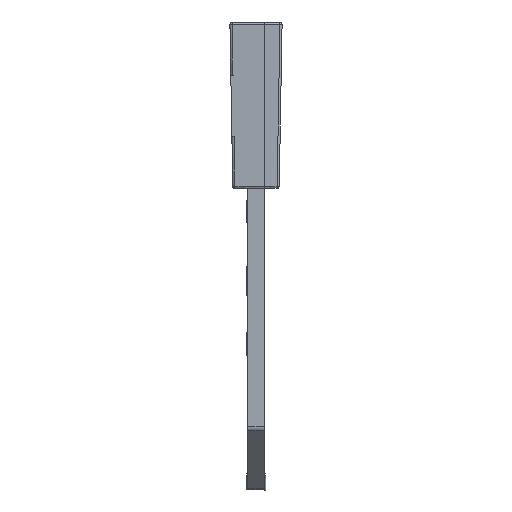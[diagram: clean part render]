
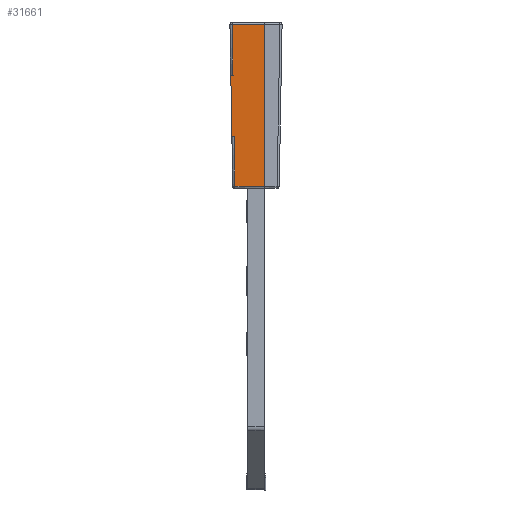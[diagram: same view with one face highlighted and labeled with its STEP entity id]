
A CAD part, left-side view. The second image highlights one B-rep face of the part: STEP entity #31661.
In plain terms, the highlighted planar face has unit normal (-1, 0.009, -0.018).
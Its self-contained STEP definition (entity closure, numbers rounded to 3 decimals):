
#7016=DIRECTION('',(0.009,1.,-0.017));
#7017=VECTOR('',#7016,0.198);
#7018=CARTESIAN_POINT('',(-28.592,2.068,
-4.787));
#7019=LINE('27634',#7018,#7017);
#7020=DIRECTION('',(0.017,-0.017,-1.));
#7021=VECTOR('',#7020,4.559);
#7022=CARTESIAN_POINT('',(-28.671,2.148,
-0.229));
#7023=LINE('27636',#7022,#7021);
#7024=DIRECTION('',(0.009,1.,-0.009));
#7025=VECTOR('',#7024,2.898);
#7026=CARTESIAN_POINT('',(-28.696,-0.75,
-0.203));
#7027=LINE('27498',#7026,#7025);
#7028=DIRECTION('',(0.017,0.,-1.));
#7029=VECTOR('',#7028,14.602);
#7030=CARTESIAN_POINT('',(-28.696,-0.75,
-0.203));
#7031=LINE('27467',#7030,#7029);
#7032=DIRECTION('',(-0.009,-1.,-0.009));
#7033=VECTOR('',#7032,2.644);
#7034=CARTESIAN_POINT('',(-28.419,1.894,
-14.78));
#7035=LINE('27496',#7034,#7033);
#7036=DIRECTION('',(0.017,-0.017,-1.));
#7037=VECTOR('',#7036,4.496);
#7038=CARTESIAN_POINT('',(-28.497,1.972,
-10.286));
#7039=LINE('27637',#7038,#7037);
#7040=DIRECTION('',(-0.009,-1.,0.017));
#7041=VECTOR('',#7040,0.198);
#7042=CARTESIAN_POINT('',(-28.495,2.17,
-10.289));
#7043=LINE('27635',#7042,#7041);
#7044=DIRECTION('',(-0.017,0.017,1.));
#7045=VECTOR('',#7044,5.501);
#7046=CARTESIAN_POINT('',(-28.495,2.17,
-10.289));
#7047=LINE('27629',#7046,#7045);
#7056=CARTESIAN_POINT('',(-28.497,1.972,
-10.286));
#7058=CARTESIAN_POINT('',(-28.592,2.068,
-4.787));
#21129=CARTESIAN_POINT('',(-28.696,-0.75,
-0.203));
#21130=VERTEX_POINT('',#21129);
#21259=CARTESIAN_POINT('',(-28.442,-0.75,
-14.804));
#21260=VERTEX_POINT('',#21259);
#21271=CARTESIAN_POINT('',(-28.671,2.148,
-0.229));
#21272=VERTEX_POINT('',#21271);
#21276=CARTESIAN_POINT('',(-28.419,1.894,
-14.78));
#21278=VERTEX_POINT('',#21276);
#21424=CARTESIAN_POINT('',(-28.495,2.17,
-10.289));
#21425=CARTESIAN_POINT('',(-28.59,2.266,
-4.79));
#21426=VERTEX_POINT('',#21424);
#21427=VERTEX_POINT('',#21425);
#21428=VERTEX_POINT('',#7056);
#21429=VERTEX_POINT('',#7058);
#31639=CARTESIAN_POINT('',(-28.333,-0.75,-21.05));
#31640=DIRECTION('',(-1.,0.009,-0.017));
#31641=DIRECTION('',(0.017,0.,-1.));
#31642=AXIS2_PLACEMENT_3D('',#31639,#31640,#31641);
#31643=PLANE('32479',#31642);
#31645=ORIENTED_EDGE('27634',*,*,#31644,.F.);
#31647=ORIENTED_EDGE('27636',*,*,#31646,.F.);
#31649=ORIENTED_EDGE('27498',*,*,#31648,.F.);
#31651=ORIENTED_EDGE('27467',*,*,#31650,.T.);
#31652=ORIENTED_EDGE('27496',*,*,#31629,.F.);
#31654=ORIENTED_EDGE('27637',*,*,#31653,.F.);
#31656=ORIENTED_EDGE('27635',*,*,#31655,.F.);
#31658=ORIENTED_EDGE('27629',*,*,#31657,.T.);
#31659=EDGE_LOOP('32479',(#31645,#31647,#31649,#31651,#31652,#31654,#31656,
#31658));
#31660=FACE_OUTER_BOUND('32479',#31659,.F.);
#31661=ADVANCED_FACE('32479',(#31660),#31643,.T.);
#31629=EDGE_CURVE('27496',#21278,#21260,#7035,.T.);
#31644=EDGE_CURVE('27634',#21429,#21427,#7019,.T.);
#31646=EDGE_CURVE('27636',#21272,#21429,#7023,.T.);
#31648=EDGE_CURVE('27498',#21130,#21272,#7027,.T.);
#31650=EDGE_CURVE('27467',#21130,#21260,#7031,.T.);
#31653=EDGE_CURVE('27637',#21428,#21278,#7039,.T.);
#31655=EDGE_CURVE('27635',#21426,#21428,#7043,.T.);
#31657=EDGE_CURVE('27629',#21426,#21427,#7047,.T.);
